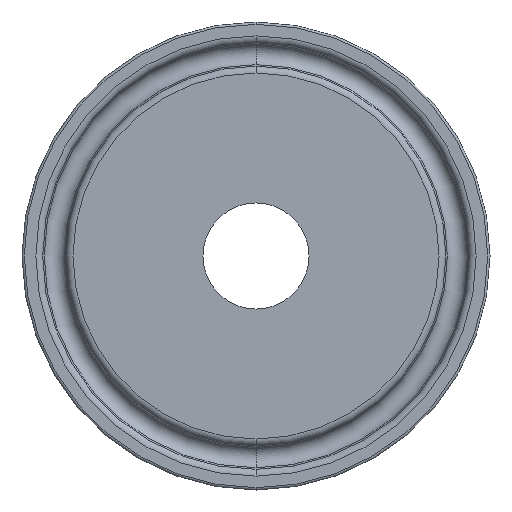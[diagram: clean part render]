
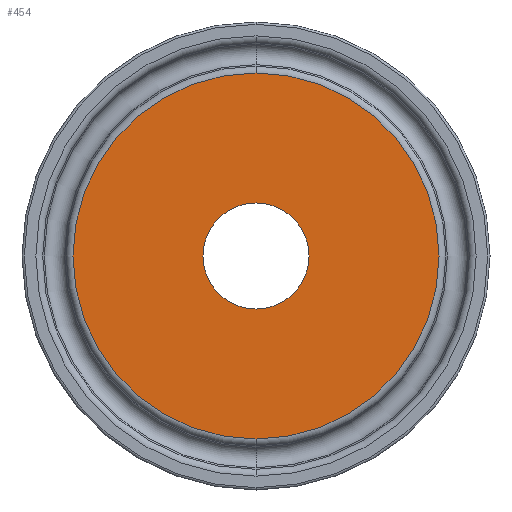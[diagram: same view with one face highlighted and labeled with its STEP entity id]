
A CAD part, front view. The second image highlights one B-rep face of the part: STEP entity #454.
In plain terms, the highlighted planar face has unit normal (0, -1, 0).
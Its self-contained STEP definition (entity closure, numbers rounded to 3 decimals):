
#18 = AXIS2_PLACEMENT_3D ( 'NONE', #356, #749, #1058 ) ;
#54 = FACE_OUTER_BOUND ( 'NONE', #1266, .T. ) ;
#63 = DIRECTION ( 'NONE',  ( 0., 1., 0. ) ) ;
#109 = EDGE_CURVE ( 'NONE', #226, #298, #213, .T. ) ;
#110 = DIRECTION ( 'NONE',  ( 0., 0., 1. ) ) ;
#113 = ORIENTED_EDGE ( 'NONE', *, *, #1240, .T. ) ;
#190 = AXIS2_PLACEMENT_3D ( 'NONE', #1150, #1038, #110 ) ;
#213 = CIRCLE ( 'NONE', #190, 5.722 ) ;
#226 = VERTEX_POINT ( 'NONE', #1125 ) ;
#229 = DIRECTION ( 'NONE',  ( 0., 0., 1. ) ) ;
#237 = CARTESIAN_POINT ( 'NONE',  ( 0., 0., 0. ) ) ;
#258 = CARTESIAN_POINT ( 'NONE',  ( 0., 0., 0. ) ) ;
#296 = EDGE_CURVE ( 'NONE', #1049, #678, #1116, .T. ) ;
#298 = VERTEX_POINT ( 'NONE', #747 ) ;
#337 = DIRECTION ( 'NONE',  ( 0., 0., 1. ) ) ;
#353 = EDGE_CURVE ( 'NONE', #678, #1049, #1289, .T. ) ;
#356 = CARTESIAN_POINT ( 'NONE',  ( 0., 0., 0. ) ) ;
#394 = CARTESIAN_POINT ( 'NONE',  ( 0., 0., 19.747 ) ) ;
#400 = ORIENTED_EDGE ( 'NONE', *, *, #109, .T. ) ;
#454 = ADVANCED_FACE ( 'NONE', ( #54, #782 ), #1296, .F. ) ;
#503 = CARTESIAN_POINT ( 'NONE',  ( 0., 0., -19.747 ) ) ;
#601 = AXIS2_PLACEMENT_3D ( 'NONE', #258, #672, #229 ) ;
#614 = ORIENTED_EDGE ( 'NONE', *, *, #353, .T. ) ;
#650 = EDGE_LOOP ( 'NONE', ( #113, #400 ) ) ;
#672 = DIRECTION ( 'NONE',  ( 0., -1., 0. ) ) ;
#678 = VERTEX_POINT ( 'NONE', #394 ) ;
#747 = CARTESIAN_POINT ( 'NONE',  ( 0., 0., 5.722 ) ) ;
#749 = DIRECTION ( 'NONE',  ( 0., 1., 0. ) ) ;
#782 = FACE_BOUND ( 'NONE', #650, .T. ) ;
#797 = CIRCLE ( 'NONE', #18, 5.722 ) ;
#883 = DIRECTION ( 'NONE',  ( 0., 0., 1. ) ) ;
#891 = AXIS2_PLACEMENT_3D ( 'NONE', #1194, #63, #883 ) ;
#1009 = AXIS2_PLACEMENT_3D ( 'NONE', #237, #1278, #337 ) ;
#1038 = DIRECTION ( 'NONE',  ( 0., 1., 0. ) ) ;
#1049 = VERTEX_POINT ( 'NONE', #503 ) ;
#1058 = DIRECTION ( 'NONE',  ( 0., 0., 1. ) ) ;
#1116 = CIRCLE ( 'NONE', #1009, 19.747 ) ;
#1125 = CARTESIAN_POINT ( 'NONE',  ( 0., 0., -5.722 ) ) ;
#1150 = CARTESIAN_POINT ( 'NONE',  ( 0., 0., 0. ) ) ;
#1194 = CARTESIAN_POINT ( 'NONE',  ( 5.722, 0., 0. ) ) ;
#1216 = ORIENTED_EDGE ( 'NONE', *, *, #296, .T. ) ;
#1240 = EDGE_CURVE ( 'NONE', #298, #226, #797, .T. ) ;
#1266 = EDGE_LOOP ( 'NONE', ( #614, #1216 ) ) ;
#1278 = DIRECTION ( 'NONE',  ( 0., -1., 0. ) ) ;
#1289 = CIRCLE ( 'NONE', #601, 19.747 ) ;
#1296 = PLANE ( 'NONE',  #891 ) ;
